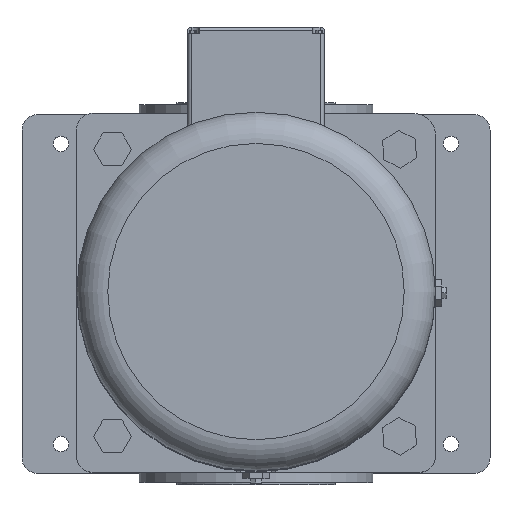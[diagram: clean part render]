
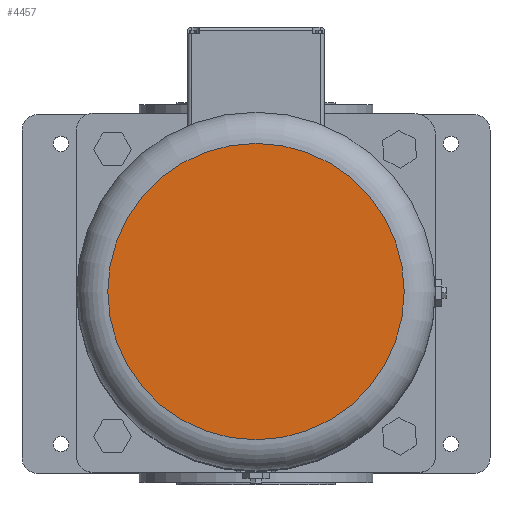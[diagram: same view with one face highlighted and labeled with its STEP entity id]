
A CAD part, top view. The second image highlights one B-rep face of the part: STEP entity #4457.
In plain terms, the highlighted planar face has unit normal (0, 0, 1).
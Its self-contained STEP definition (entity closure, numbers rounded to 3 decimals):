
#4457=ADVANCED_FACE('',(#8583),#8585,.T.);
#8583=FACE_BOUND('',#8584,.T.);
#8584=EDGE_LOOP('',(#11492));
#8585=PLANE('',#8586);
#8586=AXIS2_PLACEMENT_3D('',#8587,#8588,#8589);
#8587=CARTESIAN_POINT('',(0.,0.,1786.));
#8588=DIRECTION('',(0.,0.,1.));
#8589=DIRECTION('',(0.,1.,0.));
#11492=ORIENTED_EDGE('',*,*,#13032,.F.);
#13032=EDGE_CURVE('',#15446,#15446,#15447,.T.);
#15446=VERTEX_POINT('',#23501);
#15447=CIRCLE('',#23502,190.);
#23501=CARTESIAN_POINT('',(0.,190.,1786.));
#23502=AXIS2_PLACEMENT_3D('',#23503,#23504,#23505);
#23503=CARTESIAN_POINT('',(0.,0.,1786.));
#23504=DIRECTION('',(0.,0.,-1.));
#23505=DIRECTION('',(0.,1.,0.));
